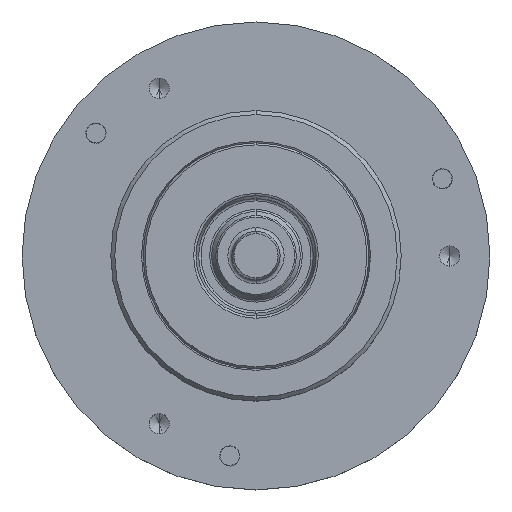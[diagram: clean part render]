
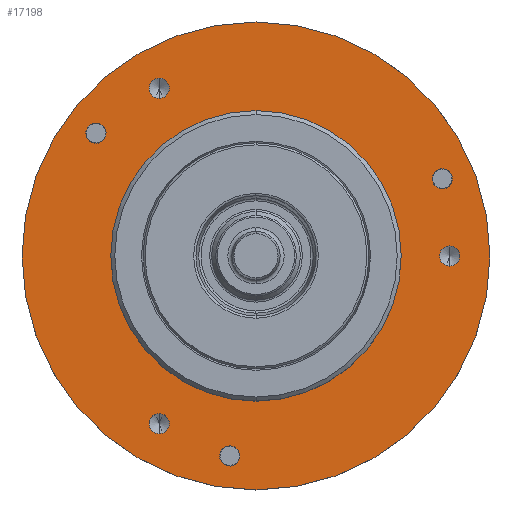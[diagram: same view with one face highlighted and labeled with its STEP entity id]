
A CAD part, top view. The second image highlights one B-rep face of the part: STEP entity #17198.
In plain terms, the highlighted planar face has unit normal (0, 0, 1).
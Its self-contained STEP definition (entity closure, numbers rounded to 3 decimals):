
#3828=CARTESIAN_POINT('',(0.,0.,17.));
#3829=DIRECTION('',(0.,0.,1.));
#3830=DIRECTION('',(1.,0.,0.));
#3831=AXIS2_PLACEMENT_3D('',#3828,#3829,#3830);
#3833=CARTESIAN_POINT('',(0.,0.,17.));
#3834=DIRECTION('',(0.,0.,1.));
#3835=DIRECTION('',(-1.,0.,0.));
#3836=AXIS2_PLACEMENT_3D('',#3833,#3834,#3835);
#3838=CARTESIAN_POINT('',(-19.834,15.219,17.));
#3839=DIRECTION('',(0.,0.,-1.));
#3840=DIRECTION('',(-0.793,0.609,0.));
#3841=AXIS2_PLACEMENT_3D('',#3838,#3839,#3840);
#3843=CARTESIAN_POINT('',(-19.834,15.219,17.));
#3844=DIRECTION('',(0.,0.,-1.));
#3845=DIRECTION('',(0.793,-0.609,0.));
#3846=AXIS2_PLACEMENT_3D('',#3843,#3844,#3845);
#3848=CARTESIAN_POINT('',(-3.263,-24.786,17.));
#3849=DIRECTION('',(0.,0.,-1.));
#3850=DIRECTION('',(-0.131,-0.991,0.));
#3851=AXIS2_PLACEMENT_3D('',#3848,#3849,#3850);
#3853=CARTESIAN_POINT('',(-3.263,-24.786,17.));
#3854=DIRECTION('',(0.,0.,-1.));
#3855=DIRECTION('',(0.131,0.991,0.));
#3856=AXIS2_PLACEMENT_3D('',#3853,#3854,#3855);
#3858=CARTESIAN_POINT('',(23.097,9.567,17.));
#3859=DIRECTION('',(0.,0.,-1.));
#3860=DIRECTION('',(0.924,0.383,0.));
#3861=AXIS2_PLACEMENT_3D('',#3858,#3859,#3860);
#3863=CARTESIAN_POINT('',(23.097,9.567,17.));
#3864=DIRECTION('',(0.,0.,-1.));
#3865=DIRECTION('',(-0.924,-0.383,0.));
#3866=AXIS2_PLACEMENT_3D('',#3863,#3864,#3865);
#3868=CARTESIAN_POINT('',(-12.,-20.785,17.));
#3869=DIRECTION('',(0.,0.,1.));
#3870=DIRECTION('',(0.,-1.,0.));
#3871=AXIS2_PLACEMENT_3D('',#3868,#3869,#3870);
#3873=CARTESIAN_POINT('',(-12.,-20.785,17.));
#3874=DIRECTION('',(0.,0.,1.));
#3875=DIRECTION('',(0.,1.,0.));
#3876=AXIS2_PLACEMENT_3D('',#3873,#3874,#3875);
#3878=CARTESIAN_POINT('',(-12.,20.785,17.));
#3879=DIRECTION('',(0.,0.,1.));
#3880=DIRECTION('',(0.,-1.,0.));
#3881=AXIS2_PLACEMENT_3D('',#3878,#3879,#3880);
#3883=CARTESIAN_POINT('',(-12.,20.785,17.));
#3884=DIRECTION('',(0.,0.,1.));
#3885=DIRECTION('',(0.,1.,0.));
#3886=AXIS2_PLACEMENT_3D('',#3883,#3884,#3885);
#3888=CARTESIAN_POINT('',(24.,0.,17.));
#3889=DIRECTION('',(0.,0.,1.));
#3890=DIRECTION('',(0.,-1.,0.));
#3891=AXIS2_PLACEMENT_3D('',#3888,#3889,#3890);
#3893=CARTESIAN_POINT('',(24.,0.,17.));
#3894=DIRECTION('',(0.,0.,1.));
#3895=DIRECTION('',(0.,1.,0.));
#3896=AXIS2_PLACEMENT_3D('',#3893,#3894,#3895);
#3906=CARTESIAN_POINT('',(0.,0.,17.));
#3907=DIRECTION('',(0.,0.,1.));
#3908=DIRECTION('',(0.,1.,0.));
#3909=AXIS2_PLACEMENT_3D('',#3906,#3907,#3908);
#3943=CARTESIAN_POINT('',(0.,0.,17.));
#3944=DIRECTION('',(0.,0.,-1.));
#3945=DIRECTION('',(0.,1.,0.));
#3946=AXIS2_PLACEMENT_3D('',#3943,#3944,#3945);
#13604=CARTESIAN_POINT('',(0.,18.,17.));
#13605=CARTESIAN_POINT('',(0.,-18.,17.));
#13606=VERTEX_POINT('',#13604);
#13607=VERTEX_POINT('',#13605);
#13608=CARTESIAN_POINT('',(29.,0.,17.));
#13609=CARTESIAN_POINT('',(-29.,0.,17.));
#13610=VERTEX_POINT('',#13608);
#13611=VERTEX_POINT('',#13609);
#13612=CARTESIAN_POINT('',(-20.826,15.98,17.));
#13613=CARTESIAN_POINT('',(-18.842,14.458,17.));
#13614=VERTEX_POINT('',#13612);
#13615=VERTEX_POINT('',#13613);
#13616=CARTESIAN_POINT('',(-3.426,-26.025,17.));
#13617=CARTESIAN_POINT('',(-3.1,-23.547,17.));
#13618=VERTEX_POINT('',#13616);
#13619=VERTEX_POINT('',#13617);
#13620=CARTESIAN_POINT('',(24.252,10.045,17.));
#13621=CARTESIAN_POINT('',(21.942,9.089,17.));
#13622=VERTEX_POINT('',#13620);
#13623=VERTEX_POINT('',#13621);
#13630=CARTESIAN_POINT('',(-12.,-22.035,17.));
#13631=CARTESIAN_POINT('',(-12.,-19.535,17.));
#13632=VERTEX_POINT('',#13630);
#13633=VERTEX_POINT('',#13631);
#13640=CARTESIAN_POINT('',(-12.,19.535,17.));
#13641=CARTESIAN_POINT('',(-12.,22.035,17.));
#13642=VERTEX_POINT('',#13640);
#13643=VERTEX_POINT('',#13641);
#13650=CARTESIAN_POINT('',(24.,-1.25,17.));
#13651=CARTESIAN_POINT('',(24.,1.25,17.));
#13652=VERTEX_POINT('',#13650);
#13653=VERTEX_POINT('',#13651);
#17146=CARTESIAN_POINT('',(0.,0.,17.));
#17147=DIRECTION('',(0.,0.,-1.));
#17148=DIRECTION('',(0.,1.,0.));
#17149=AXIS2_PLACEMENT_3D('',#17146,#17147,#17148);
#17150=PLANE('',#17149);
#17151=ORIENTED_EDGE('',*,*,#17136,.F.);
#17153=ORIENTED_EDGE('',*,*,#17152,.F.);
#17154=EDGE_LOOP('',(#17151,#17153));
#17155=FACE_OUTER_BOUND('',#17154,.F.);
#17157=ORIENTED_EDGE('',*,*,#17156,.T.);
#17159=ORIENTED_EDGE('',*,*,#17158,.F.);
#17160=EDGE_LOOP('',(#17157,#17159));
#17161=FACE_BOUND('',#17160,.F.);
#17163=ORIENTED_EDGE('',*,*,#17162,.F.);
#17165=ORIENTED_EDGE('',*,*,#17164,.F.);
#17166=EDGE_LOOP('',(#17163,#17165));
#17167=FACE_BOUND('',#17166,.F.);
#17169=ORIENTED_EDGE('',*,*,#17168,.F.);
#17171=ORIENTED_EDGE('',*,*,#17170,.F.);
#17172=EDGE_LOOP('',(#17169,#17171));
#17173=FACE_BOUND('',#17172,.F.);
#17175=ORIENTED_EDGE('',*,*,#17174,.F.);
#17177=ORIENTED_EDGE('',*,*,#17176,.F.);
#17178=EDGE_LOOP('',(#17175,#17177));
#17179=FACE_BOUND('',#17178,.F.);
#17181=ORIENTED_EDGE('',*,*,#17180,.T.);
#17183=ORIENTED_EDGE('',*,*,#17182,.T.);
#17184=EDGE_LOOP('',(#17181,#17183));
#17185=FACE_BOUND('',#17184,.F.);
#17187=ORIENTED_EDGE('',*,*,#17186,.T.);
#17189=ORIENTED_EDGE('',*,*,#17188,.T.);
#17190=EDGE_LOOP('',(#17187,#17189));
#17191=FACE_BOUND('',#17190,.F.);
#17193=ORIENTED_EDGE('',*,*,#17192,.T.);
#17195=ORIENTED_EDGE('',*,*,#17194,.T.);
#17196=EDGE_LOOP('',(#17193,#17195));
#17197=FACE_BOUND('',#17196,.F.);
#3832=CIRCLE('',#3831,29.);
#3837=CIRCLE('',#3836,29.);
#3842=CIRCLE('',#3841,1.25);
#3847=CIRCLE('',#3846,1.25);
#3852=CIRCLE('',#3851,1.25);
#3857=CIRCLE('',#3856,1.25);
#3862=CIRCLE('',#3861,1.25);
#3867=CIRCLE('',#3866,1.25);
#3872=CIRCLE('',#3871,1.25);
#3877=CIRCLE('',#3876,1.25);
#3882=CIRCLE('',#3881,1.25);
#3887=CIRCLE('',#3886,1.25);
#3892=CIRCLE('',#3891,1.25);
#3897=CIRCLE('',#3896,1.25);
#3910=CIRCLE('',#3909,18.);
#3947=CIRCLE('',#3946,18.);
#17136=EDGE_CURVE('',#13610,#13611,#3832,.T.);
#17152=EDGE_CURVE('',#13611,#13610,#3837,.T.);
#17156=EDGE_CURVE('',#13606,#13607,#3910,.T.);
#17158=EDGE_CURVE('',#13606,#13607,#3947,.T.);
#17162=EDGE_CURVE('',#13614,#13615,#3842,.T.);
#17164=EDGE_CURVE('',#13615,#13614,#3847,.T.);
#17168=EDGE_CURVE('',#13618,#13619,#3852,.T.);
#17170=EDGE_CURVE('',#13619,#13618,#3857,.T.);
#17174=EDGE_CURVE('',#13622,#13623,#3862,.T.);
#17176=EDGE_CURVE('',#13623,#13622,#3867,.T.);
#17180=EDGE_CURVE('',#13632,#13633,#3872,.T.);
#17182=EDGE_CURVE('',#13633,#13632,#3877,.T.);
#17186=EDGE_CURVE('',#13642,#13643,#3882,.T.);
#17188=EDGE_CURVE('',#13643,#13642,#3887,.T.);
#17192=EDGE_CURVE('',#13652,#13653,#3892,.T.);
#17194=EDGE_CURVE('',#13653,#13652,#3897,.T.);
#17198=ADVANCED_FACE('',(#17155,#17161,#17167,#17173,#17179,#17185,#17191,
#17197),#17150,.F.);
